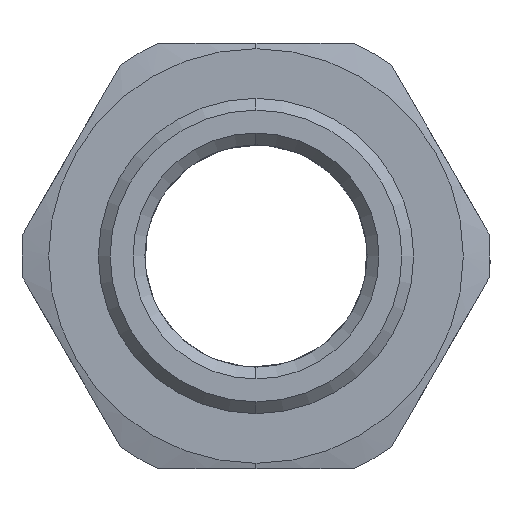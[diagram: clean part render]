
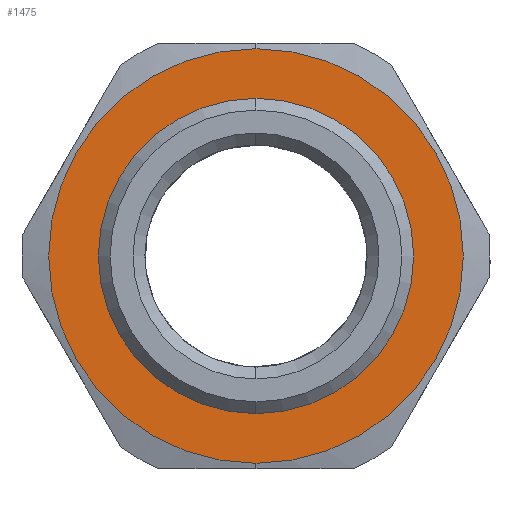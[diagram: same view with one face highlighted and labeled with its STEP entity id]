
A CAD part, left-side view. The second image highlights one B-rep face of the part: STEP entity #1475.
In plain terms, the highlighted planar face has unit normal (-1, 0, 0).
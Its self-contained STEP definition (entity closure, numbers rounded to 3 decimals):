
#234 = EDGE_CURVE ( 'NONE', #15246, #6095, #9604, .T. ) ;
#612 = CARTESIAN_POINT ( 'NONE',  ( 10.3, 0., 13.15 ) ) ;
#700 = DIRECTION ( 'NONE',  ( 1., 0., 0. ) ) ;
#785 = DIRECTION ( 'NONE',  ( 1., 0., 0. ) ) ;
#990 = DIRECTION ( 'NONE',  ( 0., 0., -1. ) ) ;
#1475 = ADVANCED_FACE ( 'NONE', ( #10298, #8091 ), #5716, .F. ) ;
#1602 = ORIENTED_EDGE ( 'NONE', *, *, #14635, .F. ) ;
#2432 = AXIS2_PLACEMENT_3D ( 'NONE', #13965, #700, #14959 ) ;
#2534 = AXIS2_PLACEMENT_3D ( 'NONE', #9348, #12927, #990 ) ;
#2607 = CARTESIAN_POINT ( 'NONE',  ( 10.3, 0., 10. ) ) ;
#2725 = DIRECTION ( 'NONE',  ( 1., 0., 0. ) ) ;
#2780 = EDGE_CURVE ( 'NONE', #6095, #15246, #3917, .T. ) ;
#2850 = CIRCLE ( 'NONE', #2432, 13.15 ) ;
#3917 = CIRCLE ( 'NONE', #10245, 10. ) ;
#4101 = DIRECTION ( 'NONE',  ( 0., 0., -1. ) ) ;
#4706 = CIRCLE ( 'NONE', #11968, 13.15 ) ;
#5152 = CARTESIAN_POINT ( 'NONE',  ( 10.3, 0., 0. ) ) ;
#5341 = VERTEX_POINT ( 'NONE', #9802 ) ;
#5716 = PLANE ( 'NONE',  #2534 ) ;
#6095 = VERTEX_POINT ( 'NONE', #2607 ) ;
#7242 = AXIS2_PLACEMENT_3D ( 'NONE', #10266, #785, #14339 ) ;
#7287 = DIRECTION ( 'NONE',  ( 0., 0., -1. ) ) ;
#8091 = FACE_BOUND ( 'NONE', #9253, .T. ) ;
#9253 = EDGE_LOOP ( 'NONE', ( #13785, #10347 ) ) ;
#9348 = CARTESIAN_POINT ( 'NONE',  ( 10.3, 10., 0. ) ) ;
#9604 = CIRCLE ( 'NONE', #7242, 10. ) ;
#9775 = EDGE_LOOP ( 'NONE', ( #1602, #14928 ) ) ;
#9802 = CARTESIAN_POINT ( 'NONE',  ( 10.3, 0., -13.15 ) ) ;
#10245 = AXIS2_PLACEMENT_3D ( 'NONE', #5152, #11281, #4101 ) ;
#10266 = CARTESIAN_POINT ( 'NONE',  ( 10.3, 0., 0. ) ) ;
#10298 = FACE_OUTER_BOUND ( 'NONE', #9775, .T. ) ;
#10347 = ORIENTED_EDGE ( 'NONE', *, *, #2780, .T. ) ;
#11281 = DIRECTION ( 'NONE',  ( 1., 0., 0. ) ) ;
#11850 = CARTESIAN_POINT ( 'NONE',  ( 10.3, 0., -10. ) ) ;
#11968 = AXIS2_PLACEMENT_3D ( 'NONE', #12133, #2725, #7287 ) ;
#12133 = CARTESIAN_POINT ( 'NONE',  ( 10.3, 0., 0. ) ) ;
#12927 = DIRECTION ( 'NONE',  ( 1., 0., 0. ) ) ;
#13785 = ORIENTED_EDGE ( 'NONE', *, *, #234, .T. ) ;
#13965 = CARTESIAN_POINT ( 'NONE',  ( 10.3, 0., 0. ) ) ;
#14339 = DIRECTION ( 'NONE',  ( 0., 0., -1. ) ) ;
#14480 = VERTEX_POINT ( 'NONE', #612 ) ;
#14635 = EDGE_CURVE ( 'NONE', #5341, #14480, #4706, .T. ) ;
#14928 = ORIENTED_EDGE ( 'NONE', *, *, #14942, .F. ) ;
#14942 = EDGE_CURVE ( 'NONE', #14480, #5341, #2850, .T. ) ;
#14959 = DIRECTION ( 'NONE',  ( 0., 0., -1. ) ) ;
#15246 = VERTEX_POINT ( 'NONE', #11850 ) ;
